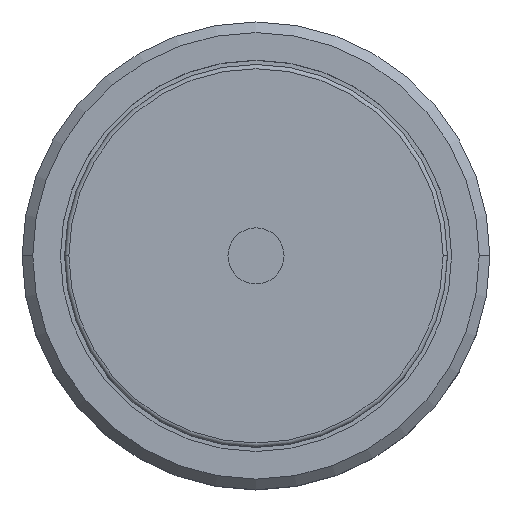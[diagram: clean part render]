
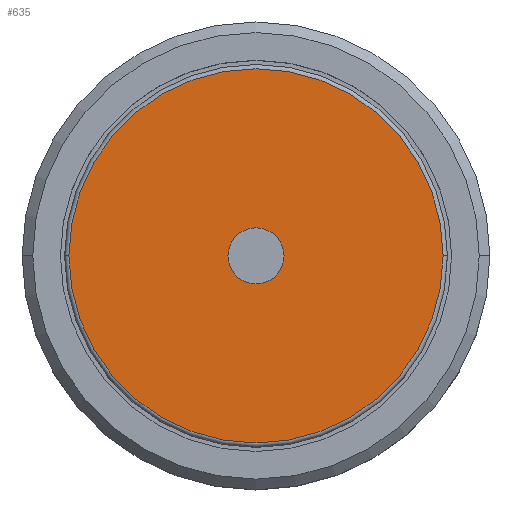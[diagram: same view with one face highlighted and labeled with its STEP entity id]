
A CAD part, top view. The second image highlights one B-rep face of the part: STEP entity #635.
In plain terms, the highlighted planar face has unit normal (0, 0, 1).
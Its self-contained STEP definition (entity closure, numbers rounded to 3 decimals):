
#4 = DIRECTION ( 'NONE',  ( 1., 0., 0. ) ) ;
#18 = DIRECTION ( 'NONE',  ( 0., 0., 1. ) ) ;
#47 = VERTEX_POINT ( 'NONE', #189 ) ;
#60 = AXIS2_PLACEMENT_3D ( 'NONE', #65, #497, #433 ) ;
#65 = CARTESIAN_POINT ( 'NONE',  ( 0., 0., 5. ) ) ;
#83 = EDGE_CURVE ( 'NONE', #204, #264, #765, .T. ) ;
#113 = DIRECTION ( 'NONE',  ( 0., 0., -1. ) ) ;
#173 = AXIS2_PLACEMENT_3D ( 'NONE', #286, #634, #651 ) ;
#182 = EDGE_LOOP ( 'NONE', ( #618, #357 ) ) ;
#189 = CARTESIAN_POINT ( 'NONE',  ( -1.319, 0., 5. ) ) ;
#204 = VERTEX_POINT ( 'NONE', #359 ) ;
#219 = ORIENTED_EDGE ( 'NONE', *, *, #412, .T. ) ;
#263 = CARTESIAN_POINT ( 'NONE',  ( 0., 0., 5. ) ) ;
#264 = VERTEX_POINT ( 'NONE', #355 ) ;
#286 = CARTESIAN_POINT ( 'NONE',  ( 0., 0., 5. ) ) ;
#301 = PLANE ( 'NONE',  #173 ) ;
#311 = CARTESIAN_POINT ( 'NONE',  ( 0., 0., 5. ) ) ;
#315 = DIRECTION ( 'NONE',  ( 0., 0., -1. ) ) ;
#324 = DIRECTION ( 'NONE',  ( 1., 0., 0. ) ) ;
#335 = AXIS2_PLACEMENT_3D ( 'NONE', #311, #113, #659 ) ;
#355 = CARTESIAN_POINT ( 'NONE',  ( -8.8, 0., 5. ) ) ;
#357 = ORIENTED_EDGE ( 'NONE', *, *, #751, .T. ) ;
#359 = CARTESIAN_POINT ( 'NONE',  ( 8.8, 0., 5. ) ) ;
#392 = EDGE_LOOP ( 'NONE', ( #710, #219 ) ) ;
#403 = CIRCLE ( 'NONE', #335, 1.319 ) ;
#412 = EDGE_CURVE ( 'NONE', #47, #683, #674, .T. ) ;
#433 = DIRECTION ( 'NONE',  ( 1., 0., 0. ) ) ;
#441 = CARTESIAN_POINT ( 'NONE',  ( 0., 0., 5. ) ) ;
#497 = DIRECTION ( 'NONE',  ( 0., 0., 1. ) ) ;
#544 = AXIS2_PLACEMENT_3D ( 'NONE', #263, #315, #4 ) ;
#565 = AXIS2_PLACEMENT_3D ( 'NONE', #441, #18, #324 ) ;
#618 = ORIENTED_EDGE ( 'NONE', *, *, #83, .T. ) ;
#634 = DIRECTION ( 'NONE',  ( 0., 0., 1. ) ) ;
#635 = ADVANCED_FACE ( 'NONE', ( #712, #638 ), #301, .T. ) ;
#638 = FACE_BOUND ( 'NONE', #392, .T. ) ;
#651 = DIRECTION ( 'NONE',  ( 1., 0., 0. ) ) ;
#659 = DIRECTION ( 'NONE',  ( 1., 0., 0. ) ) ;
#674 = CIRCLE ( 'NONE', #544, 1.319 ) ;
#678 = CIRCLE ( 'NONE', #60, 8.8 ) ;
#683 = VERTEX_POINT ( 'NONE', #767 ) ;
#710 = ORIENTED_EDGE ( 'NONE', *, *, #763, .T. ) ;
#712 = FACE_OUTER_BOUND ( 'NONE', #182, .T. ) ;
#751 = EDGE_CURVE ( 'NONE', #264, #204, #678, .T. ) ;
#763 = EDGE_CURVE ( 'NONE', #683, #47, #403, .T. ) ;
#765 = CIRCLE ( 'NONE', #565, 8.8 ) ;
#767 = CARTESIAN_POINT ( 'NONE',  ( 1.319, 0., 5. ) ) ;
